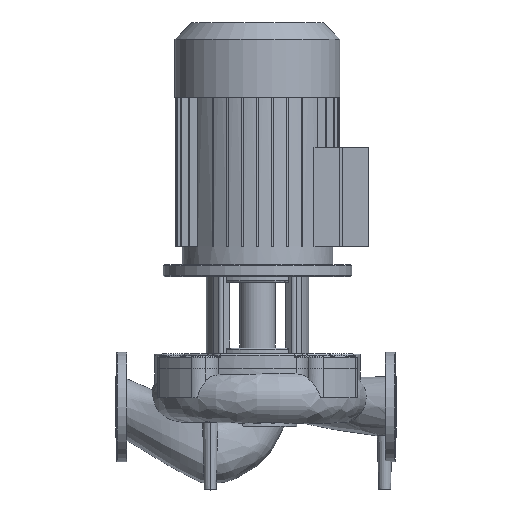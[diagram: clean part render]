
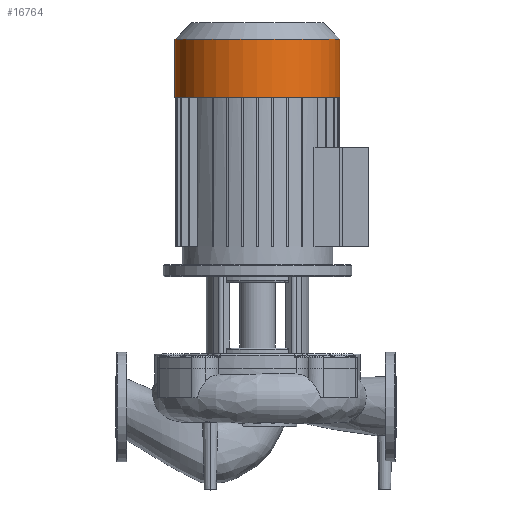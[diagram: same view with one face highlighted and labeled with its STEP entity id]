
A CAD part, top view. The second image highlights one B-rep face of the part: STEP entity #16764.
In plain terms, the highlighted cylindrical face has radius 139.5 mm (diameter 279 mm), a partial arc.
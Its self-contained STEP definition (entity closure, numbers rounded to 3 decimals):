
#12370=CARTESIAN_POINT('',(379.5,524.0,0.0));
#12371=VERTEX_POINT('',#12370);
#12372=CARTESIAN_POINT('',(379.5,622.1,0.0));
#12373=VERTEX_POINT('',#12372);
#12374=CARTESIAN_POINT('',(379.5,524.0,0.0));
#12375=DIRECTION('',(0.0,1.0,0.0));
#12376=VECTOR('',#12375,98.1);
#12377=LINE('',#12374,#12376);
#12378=EDGE_CURVE('',#12371,#12373,#12377,.T.);
#12380=CARTESIAN_POINT('',(100.5,524.0,0.));
#12381=VERTEX_POINT('',#12380);
#12389=CARTESIAN_POINT('',(100.5,622.1,0.));
#12390=VERTEX_POINT('',#12389);
#12391=CARTESIAN_POINT('',(100.5,524.0,0.));
#12392=DIRECTION('',(0.0,1.0,0.0));
#12393=VECTOR('',#12392,98.1);
#12394=LINE('',#12391,#12393);
#12395=EDGE_CURVE('',#12381,#12390,#12394,.T.);
#15313=CARTESIAN_POINT('',(240.0,524.0,0.0));
#15314=DIRECTION('',(0.0,1.0,0.0));
#15315=DIRECTION('',(1.0,0.0,0.0));
#15316=AXIS2_PLACEMENT_3D('',#15313,#15314,#15315);
#15317=CIRCLE('',#15316,139.5);
#15318=EDGE_CURVE('',#12381,#12371,#15317,.T.);
#16743=CARTESIAN_POINT('',(240.0,622.1,0.0));
#16744=DIRECTION('',(0.0,1.0,0.0));
#16745=DIRECTION('',(1.0,0.0,0.0));
#16746=AXIS2_PLACEMENT_3D('',#16743,#16744,#16745);
#16747=CIRCLE('',#16746,139.5);
#16748=EDGE_CURVE('',#12390,#12373,#16747,.T.);
#16753=CARTESIAN_POINT('',(240.0,650.0,0.0));
#16754=DIRECTION('',(0.0,-1.0,0.0));
#16755=DIRECTION('',(1.0,0.0,0.0));
#16756=AXIS2_PLACEMENT_3D('',#16753,#16754,#16755);
#16757=CYLINDRICAL_SURFACE('',#16756,139.5);
#16758=ORIENTED_EDGE('',*,*,#12378,.T.);
#16759=ORIENTED_EDGE('',*,*,#16748,.F.);
#16760=ORIENTED_EDGE('',*,*,#12395,.F.);
#16761=ORIENTED_EDGE('',*,*,#15318,.T.);
#16762=EDGE_LOOP('',(#16758,#16759,#16760,#16761));
#16763=FACE_OUTER_BOUND('',#16762,.T.);
#16764=ADVANCED_FACE('',(#16763),#16757,.T.);
